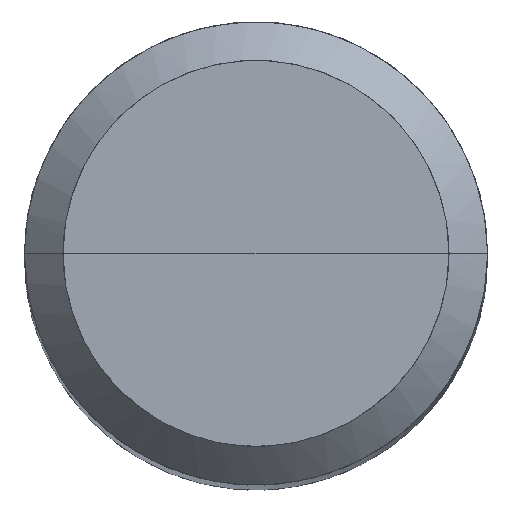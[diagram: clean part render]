
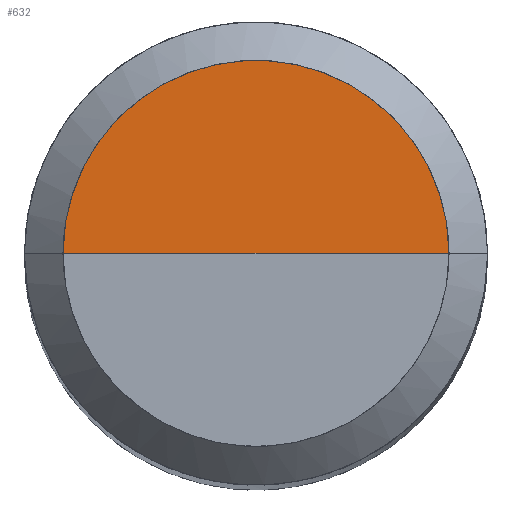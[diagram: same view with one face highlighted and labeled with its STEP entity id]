
A CAD part, top view. The second image highlights one B-rep face of the part: STEP entity #632.
In plain terms, the highlighted free-form (B-spline) face has degree [1, 2] with [2, 5] control points.
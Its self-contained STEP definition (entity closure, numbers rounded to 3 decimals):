
#221=CARTESIAN_POINT('',(2.5,0.0,37.5));
#222=CARTESIAN_POINT('',(2.5,2.5,37.5));
#223=CARTESIAN_POINT('',(0.0,2.5,37.5));
#224=CARTESIAN_POINT('',(-2.5,2.5,37.5));
#225=CARTESIAN_POINT('',(-2.5,0.0,37.5));
#226=CARTESIAN_POINT('',(0.0,0.0,37.5));
#617=(
BOUNDED_SURFACE()
B_SPLINE_SURFACE(1,2,(
(#221,#222,#223,#224,#225),
(#226,#226,#226,#226,#226)
), .UNSPECIFIED.,.F.,.F.,.F.)
B_SPLINE_SURFACE_WITH_KNOTS((2,2),(3,2,3),(
0.0,1.0),(
0.0,0.5,1.0), .UNSPECIFIED.)
GEOMETRIC_REPRESENTATION_ITEM()
RATIONAL_B_SPLINE_SURFACE(((1.0,0.707,1.0,0.707,1.0),
(1.0,0.707,1.0,0.707,1.0)
))
REPRESENTATION_ITEM('')
SURFACE()
);
#618=(
BOUNDED_CURVE()
B_SPLINE_CURVE(2,(#225,#224,#223,#222,#221),.UNSPECIFIED.,.F.,.F.)
B_SPLINE_CURVE_WITH_KNOTS((3,2,3),
(0.0,0.5,1.0),.UNSPECIFIED.)
CURVE()
GEOMETRIC_REPRESENTATION_ITEM()
RATIONAL_B_SPLINE_CURVE((1.0,0.707,1.0,0.707,1.0))
REPRESENTATION_ITEM('')
);
#619=(
BOUNDED_CURVE()
B_SPLINE_CURVE(1,(#221,#226),.UNSPECIFIED.,.F.,.F.)
B_SPLINE_CURVE_WITH_KNOTS((2,2),
(0.0,1.0),.UNSPECIFIED.)
CURVE()
GEOMETRIC_REPRESENTATION_ITEM()
RATIONAL_B_SPLINE_CURVE((1.0,1.0))
REPRESENTATION_ITEM('')
);
#620=(
BOUNDED_CURVE()
B_SPLINE_CURVE(1,(#226,#225),.UNSPECIFIED.,.F.,.F.)
B_SPLINE_CURVE_WITH_KNOTS((2,2),
(0.0,1.0),.UNSPECIFIED.)
CURVE()
GEOMETRIC_REPRESENTATION_ITEM()
RATIONAL_B_SPLINE_CURVE((1.0,1.0))
REPRESENTATION_ITEM('')
);
#621=VERTEX_POINT('',#221);
#622=VERTEX_POINT('',#225);
#623=VERTEX_POINT('',#226);
#624=EDGE_CURVE('',#622,#621,#618,.T.);
#625=EDGE_CURVE('',#621,#623,#619,.T.);
#626=EDGE_CURVE('',#623,#622,#620,.T.);
#627=ORIENTED_EDGE('',*,*,#624,.T.);
#628=ORIENTED_EDGE('',*,*,#625,.T.);
#629=ORIENTED_EDGE('',*,*,#626,.T.);
#630=EDGE_LOOP('',(#627,#628,#629));
#631=FACE_OUTER_BOUND('',#630,.T.);
#632=ADVANCED_FACE('',(#631),#617,.T.);
